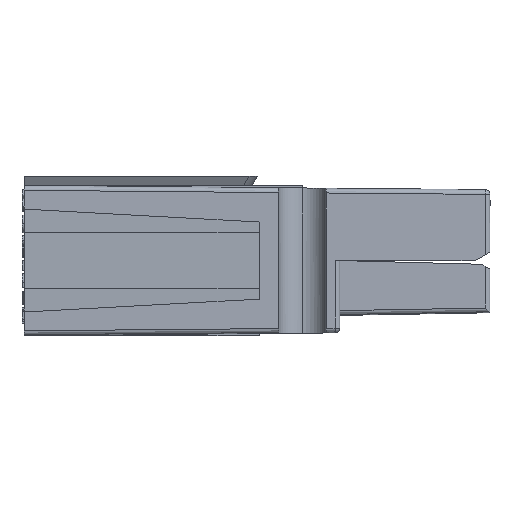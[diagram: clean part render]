
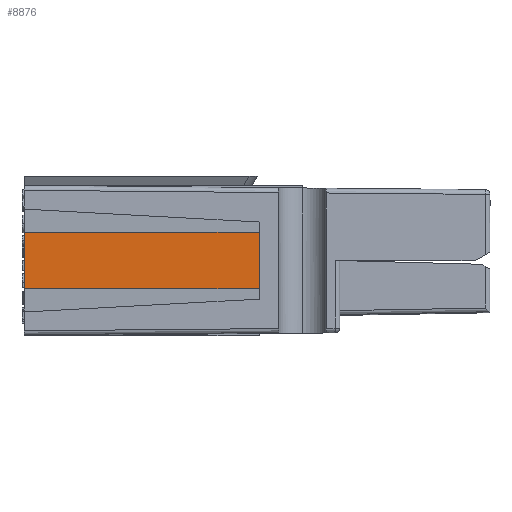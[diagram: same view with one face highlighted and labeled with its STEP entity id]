
A CAD part, left-side view. The second image highlights one B-rep face of the part: STEP entity #8876.
In plain terms, the highlighted planar face has unit normal (-1, 0, 0).
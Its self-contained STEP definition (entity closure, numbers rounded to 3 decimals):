
#123 = PLANE('',#124);
#124 = AXIS2_PLACEMENT_3D('',#125,#126,#127);
#125 = CARTESIAN_POINT('',(3.962,12.015,-15.977));
#126 = DIRECTION('',(0.,1.,0.));
#127 = DIRECTION('',(-1.,0.,0.));
#702 = VERTEX_POINT('',#703);
#703 = CARTESIAN_POINT('',(-3.327,12.015,-13.869));
#717 = PLANE('',#718);
#718 = AXIS2_PLACEMENT_3D('',#719,#720,#721);
#719 = CARTESIAN_POINT('',(-3.327,-0.38,-13.869));
#720 = DIRECTION('',(-0.5,0.,-0.866));
#721 = DIRECTION('',(0.,-1.,0.));
#729 = EDGE_CURVE('',#730,#702,#732,.T.);
#730 = VERTEX_POINT('',#731);
#731 = CARTESIAN_POINT('',(-3.327,12.015,-10.161));
#732 = SURFACE_CURVE('',#733,(#737,#744),.PCURVE_S1.);
#733 = LINE('',#734,#735);
#734 = CARTESIAN_POINT('',(-3.327,12.015,-10.161));
#735 = VECTOR('',#736,1.);
#736 = DIRECTION('',(0.,0.,-1.));
#737 = PCURVE('',#123,#738);
#738 = DEFINITIONAL_REPRESENTATION('',(#739),#743);
#739 = LINE('',#740,#741);
#740 = CARTESIAN_POINT('',(7.29,5.817));
#741 = VECTOR('',#742,1.);
#742 = DIRECTION('',(0.,-1.));
#743 = ( GEOMETRIC_REPRESENTATION_CONTEXT(2) 
PARAMETRIC_REPRESENTATION_CONTEXT() REPRESENTATION_CONTEXT('2D SPACE',''
  ) );
#744 = PCURVE('',#745,#750);
#745 = PLANE('',#746);
#746 = AXIS2_PLACEMENT_3D('',#747,#748,#749);
#747 = CARTESIAN_POINT('',(-3.327,-0.38,-10.161));
#748 = DIRECTION('',(1.,0.,0.));
#749 = DIRECTION('',(0.,1.,0.));
#750 = DEFINITIONAL_REPRESENTATION('',(#751),#755);
#751 = LINE('',#752,#753);
#752 = CARTESIAN_POINT('',(12.395,0.));
#753 = VECTOR('',#754,1.);
#754 = DIRECTION('',(0.,-1.));
#755 = ( GEOMETRIC_REPRESENTATION_CONTEXT(2) 
PARAMETRIC_REPRESENTATION_CONTEXT() REPRESENTATION_CONTEXT('2D SPACE',''
  ) );
#773 = PLANE('',#774);
#774 = AXIS2_PLACEMENT_3D('',#775,#776,#777);
#775 = CARTESIAN_POINT('',(-4.379,-0.38,
    -10.768));
#776 = DIRECTION('',(-0.5,0.,0.866));
#777 = DIRECTION('',(0.,-1.,0.));
#8648 = PLANE('',#8649);
#8649 = AXIS2_PLACEMENT_3D('',#8650,#8651,#8652);
#8650 = CARTESIAN_POINT('',(-4.379,-0.38,
    -10.768));
#8651 = DIRECTION('',(0.,1.,0.));
#8652 = DIRECTION('',(-1.,0.,0.));
#8812 = EDGE_CURVE('',#8813,#730,#8815,.T.);
#8813 = VERTEX_POINT('',#8814);
#8814 = CARTESIAN_POINT('',(-3.327,-0.38,-10.161));
#8815 = SURFACE_CURVE('',#8816,(#8820,#8827),.PCURVE_S1.);
#8816 = LINE('',#8817,#8818);
#8817 = CARTESIAN_POINT('',(-3.327,-0.38,-10.161));
#8818 = VECTOR('',#8819,1.);
#8819 = DIRECTION('',(0.,1.,0.));
#8820 = PCURVE('',#773,#8821);
#8821 = DEFINITIONAL_REPRESENTATION('',(#8822),#8826);
#8822 = LINE('',#8823,#8824);
#8823 = CARTESIAN_POINT('',(0.,1.215));
#8824 = VECTOR('',#8825,1.);
#8825 = DIRECTION('',(-1.,0.));
#8826 = ( GEOMETRIC_REPRESENTATION_CONTEXT(2) 
PARAMETRIC_REPRESENTATION_CONTEXT() REPRESENTATION_CONTEXT('2D SPACE',''
  ) );
#8827 = PCURVE('',#745,#8828);
#8828 = DEFINITIONAL_REPRESENTATION('',(#8829),#8833);
#8829 = LINE('',#8830,#8831);
#8830 = CARTESIAN_POINT('',(0.,0.));
#8831 = VECTOR('',#8832,1.);
#8832 = DIRECTION('',(1.,0.));
#8833 = ( GEOMETRIC_REPRESENTATION_CONTEXT(2) 
PARAMETRIC_REPRESENTATION_CONTEXT() REPRESENTATION_CONTEXT('2D SPACE',''
  ) );
#8876 = ADVANCED_FACE('',(#8877),#745,.F.);
#8877 = FACE_BOUND('',#8878,.T.);
#8878 = EDGE_LOOP('',(#8879,#8880,#8903,#8924));
#8879 = ORIENTED_EDGE('',*,*,#729,.T.);
#8880 = ORIENTED_EDGE('',*,*,#8881,.F.);
#8881 = EDGE_CURVE('',#8882,#702,#8884,.T.);
#8882 = VERTEX_POINT('',#8883);
#8883 = CARTESIAN_POINT('',(-3.327,-0.38,-13.869));
#8884 = SURFACE_CURVE('',#8885,(#8889,#8896),.PCURVE_S1.);
#8885 = LINE('',#8886,#8887);
#8886 = CARTESIAN_POINT('',(-3.327,-0.38,-13.869));
#8887 = VECTOR('',#8888,1.);
#8888 = DIRECTION('',(0.,1.,0.));
#8889 = PCURVE('',#745,#8890);
#8890 = DEFINITIONAL_REPRESENTATION('',(#8891),#8895);
#8891 = LINE('',#8892,#8893);
#8892 = CARTESIAN_POINT('',(0.,-3.708));
#8893 = VECTOR('',#8894,1.);
#8894 = DIRECTION('',(1.,0.));
#8895 = ( GEOMETRIC_REPRESENTATION_CONTEXT(2) 
PARAMETRIC_REPRESENTATION_CONTEXT() REPRESENTATION_CONTEXT('2D SPACE',''
  ) );
#8896 = PCURVE('',#717,#8897);
#8897 = DEFINITIONAL_REPRESENTATION('',(#8898),#8902);
#8898 = LINE('',#8899,#8900);
#8899 = CARTESIAN_POINT('',(0.,0.));
#8900 = VECTOR('',#8901,1.);
#8901 = DIRECTION('',(-1.,0.));
#8902 = ( GEOMETRIC_REPRESENTATION_CONTEXT(2) 
PARAMETRIC_REPRESENTATION_CONTEXT() REPRESENTATION_CONTEXT('2D SPACE',''
  ) );
#8903 = ORIENTED_EDGE('',*,*,#8904,.F.);
#8904 = EDGE_CURVE('',#8813,#8882,#8905,.T.);
#8905 = SURFACE_CURVE('',#8906,(#8910,#8917),.PCURVE_S1.);
#8906 = LINE('',#8907,#8908);
#8907 = CARTESIAN_POINT('',(-3.327,-0.38,-10.161));
#8908 = VECTOR('',#8909,1.);
#8909 = DIRECTION('',(0.,0.,-1.));
#8910 = PCURVE('',#745,#8911);
#8911 = DEFINITIONAL_REPRESENTATION('',(#8912),#8916);
#8912 = LINE('',#8913,#8914);
#8913 = CARTESIAN_POINT('',(0.,0.));
#8914 = VECTOR('',#8915,1.);
#8915 = DIRECTION('',(0.,-1.));
#8916 = ( GEOMETRIC_REPRESENTATION_CONTEXT(2) 
PARAMETRIC_REPRESENTATION_CONTEXT() REPRESENTATION_CONTEXT('2D SPACE',''
  ) );
#8917 = PCURVE('',#8648,#8918);
#8918 = DEFINITIONAL_REPRESENTATION('',(#8919),#8923);
#8919 = LINE('',#8920,#8921);
#8920 = CARTESIAN_POINT('',(-1.052,0.607));
#8921 = VECTOR('',#8922,1.);
#8922 = DIRECTION('',(0.,-1.));
#8923 = ( GEOMETRIC_REPRESENTATION_CONTEXT(2) 
PARAMETRIC_REPRESENTATION_CONTEXT() REPRESENTATION_CONTEXT('2D SPACE',''
  ) );
#8924 = ORIENTED_EDGE('',*,*,#8812,.T.);
